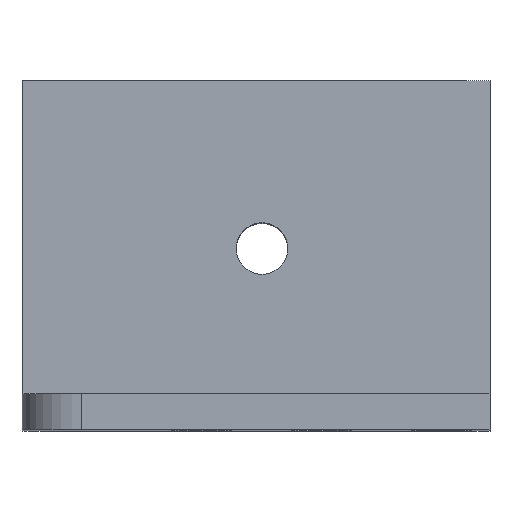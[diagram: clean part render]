
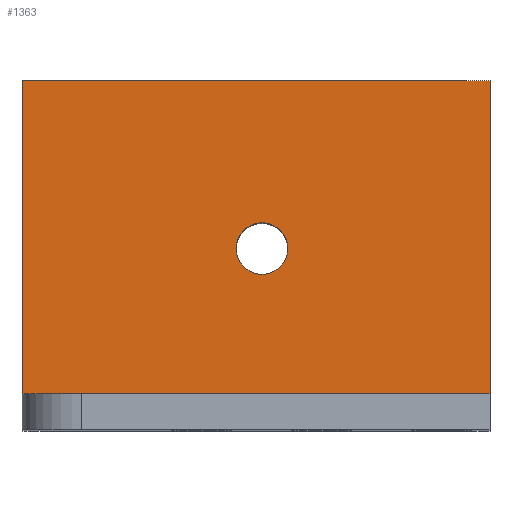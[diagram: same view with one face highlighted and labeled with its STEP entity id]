
A CAD part, top view. The second image highlights one B-rep face of the part: STEP entity #1363.
In plain terms, the highlighted planar face has unit normal (0, 0, 1).
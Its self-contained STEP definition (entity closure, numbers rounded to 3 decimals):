
#45=FACE_BOUND('',#199,.T.);
#65=PLANE('',#1487);
#112=FACE_OUTER_BOUND('',#198,.T.);
#198=EDGE_LOOP('',(#1079,#1080,#1081,#1082));
#199=EDGE_LOOP('',(#1083));
#294=CIRCLE('',#1488,2.15);
#338=LINE('',#2084,#478);
#366=LINE('',#2151,#506);
#369=LINE('',#2162,#509);
#371=LINE('',#2167,#511);
#478=VECTOR('',#1681,10.);
#506=VECTOR('',#1735,10.);
#509=VECTOR('',#1746,10.);
#511=VECTOR('',#1752,10.);
#638=VERTEX_POINT('',#2081);
#639=VERTEX_POINT('',#2083);
#665=VERTEX_POINT('',#2149);
#669=VERTEX_POINT('',#2161);
#671=VERTEX_POINT('',#2168);
#785=EDGE_CURVE('',#639,#638,#338,.T.);
#821=EDGE_CURVE('',#665,#638,#366,.T.);
#826=EDGE_CURVE('',#669,#639,#369,.T.);
#829=EDGE_CURVE('',#669,#665,#371,.T.);
#830=EDGE_CURVE('',#671,#671,#294,.T.);
#1079=ORIENTED_EDGE('',*,*,#785,.T.);
#1080=ORIENTED_EDGE('',*,*,#821,.F.);
#1081=ORIENTED_EDGE('',*,*,#829,.F.);
#1082=ORIENTED_EDGE('',*,*,#826,.T.);
#1083=ORIENTED_EDGE('',*,*,#830,.F.);
#1363=ADVANCED_FACE('',(#112,#45),#65,.F.);
#1487=AXIS2_PLACEMENT_3D('',#2166,#1750,#1751);
#1488=AXIS2_PLACEMENT_3D('',#2169,#1753,#1754);
#1681=DIRECTION('',(0.,1.,0.));
#1735=DIRECTION('',(1.,0.,0.));
#1746=DIRECTION('',(1.,0.,0.));
#1750=DIRECTION('center_axis',(0.,0.,-1.));
#1751=DIRECTION('ref_axis',(-1.,0.,0.));
#1752=DIRECTION('',(0.,1.,0.));
#1753=DIRECTION('center_axis',(0.,0.,1.));
#1754=DIRECTION('ref_axis',(-1.,0.,0.));
#2081=CARTESIAN_POINT('',(321.,152.,-242.));
#2083=CARTESIAN_POINT('',(321.,125.886,-242.));
#2084=CARTESIAN_POINT('',(321.,124.386,-242.));
#2149=CARTESIAN_POINT('',(282.,152.,-242.));
#2151=CARTESIAN_POINT('',(320.75,152.,-242.));
#2161=CARTESIAN_POINT('',(282.,125.886,-242.));
#2162=CARTESIAN_POINT('',(302.,125.886,-242.));
#2166=CARTESIAN_POINT('Origin',(327.,125.886,-242.));
#2167=CARTESIAN_POINT('',(282.,147.886,-242.));
#2168=CARTESIAN_POINT('',(304.15,138.,-242.));
#2169=CARTESIAN_POINT('Origin',(302.,138.,-242.));
